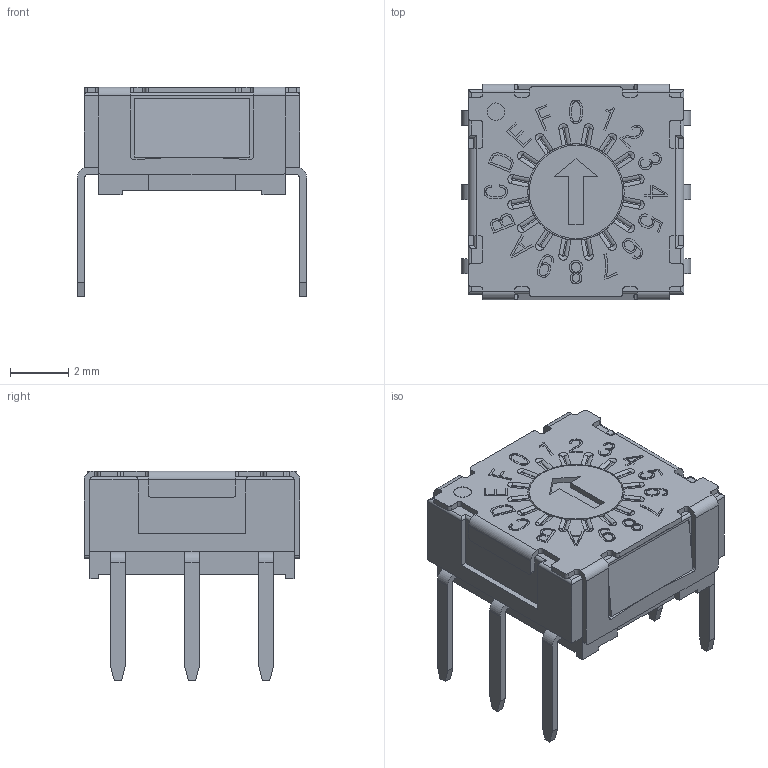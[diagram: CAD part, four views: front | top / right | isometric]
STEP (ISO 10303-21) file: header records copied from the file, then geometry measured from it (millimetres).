
FILE_DESCRIPTION(/* description */ ('Unknown'),/* implementation_level */ '2;1');
FILE_NAME(/* name */ 'SW_Wurth_WS-ROTV_428547320916',/* time_stamp */ '2025-09-17T17:28:40+08:00',/* author */ ('Unknown'),/* organization */ ('Unknown'),/* preprocessor_version */ 'ST-DEVELOPER v19.4',/* originating_system */ 'Solid Edge',/* authorisation */ 'Unknown');
FILE_SCHEMA (('AUTOMOTIVE_DESIGN {1 0 10303 214 3 1 1}'));
Length unit declared in the file: millimetre
Products named in the file (2): SW_Wurth_WS-ROTV_428547320916
Assembly tree (1 placements, depth 2):
  SW_Wurth_WS-ROTV_428547320916
    SW_Wurth_WS-ROTV_428547320916
Bounding box: 7.87 x 7.4 x 7.2 mm (x, y, z)
Volume: 180.7 mm3; surface area: 464.6 mm2
Topology: 2 solids, 2 shells, 519 faces, 1451 edges, 963 vertices
Faces by surface type: plane 304, cylinder 151, bspline 32, torus 32
Full cylindrical faces by diameter (mm): 0.6 x1, 3.2 x1, 3.3 x1, 6.05 x1, 6.15 x1
Entity records: 21183 total; most frequent: CARTESIAN_POINT 4540, ORIENTED_EDGE 2878, DIRECTION 2461, EDGE_CURVE 1439, VERTEX_POINT 962, AXIS2_PLACEMENT_3D 841, LINE 779, VECTOR 779
